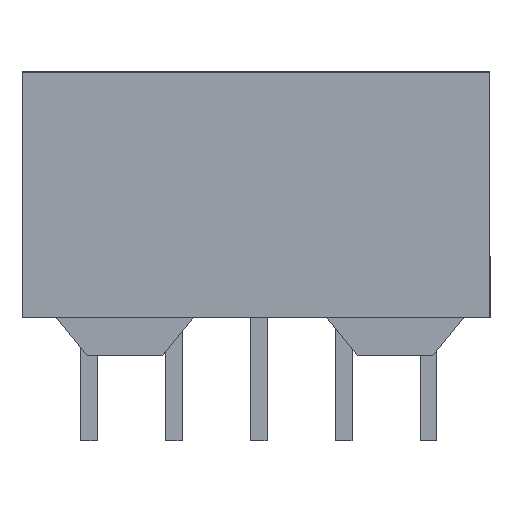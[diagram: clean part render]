
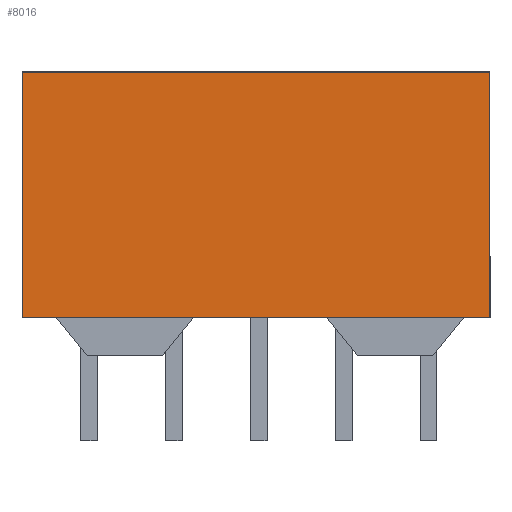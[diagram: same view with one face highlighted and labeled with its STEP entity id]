
A CAD part, left-side view. The second image highlights one B-rep face of the part: STEP entity #8016.
In plain terms, the highlighted planar face has unit normal (1, 0, 0).
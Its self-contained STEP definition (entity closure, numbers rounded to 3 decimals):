
#87 = EDGE_CURVE ( 'NONE', #7880, #405, #8002, .T. ) ;
#405 = VERTEX_POINT ( 'NONE', #2787 ) ;
#858 = CARTESIAN_POINT ( 'NONE',  ( -3.763, 7.083, 1.163 ) ) ;
#1232 = CARTESIAN_POINT ( 'NONE',  ( -3.763, 7.083, 1.163 ) ) ;
#1334 = CARTESIAN_POINT ( 'NONE',  ( -3.763, -6.917, 1.163 ) ) ;
#1390 = EDGE_CURVE ( 'NONE', #2295, #1401, #6973, .T. ) ;
#1401 = VERTEX_POINT ( 'NONE', #1334 ) ;
#2218 = DIRECTION ( 'NONE',  ( 0., 0., 1. ) ) ;
#2295 = VERTEX_POINT ( 'NONE', #858 ) ;
#2720 = EDGE_LOOP ( 'NONE', ( #7180, #7089, #5259, #6193 ) ) ;
#2787 = CARTESIAN_POINT ( 'NONE',  ( -3.763, -6.917, 8.5 ) ) ;
#3336 = VECTOR ( 'NONE', #6935, 1000. ) ;
#3409 = AXIS2_PLACEMENT_3D ( 'NONE', #1232, #6372, #3816 ) ;
#3746 = LINE ( 'NONE', #4903, #6417 ) ;
#3816 = DIRECTION ( 'NONE',  ( 0., 0., -1. ) ) ;
#4903 = CARTESIAN_POINT ( 'NONE',  ( -3.763, -6.917, 1.163 ) ) ;
#5056 = VECTOR ( 'NONE', #6584, 1000. ) ;
#5259 = ORIENTED_EDGE ( 'NONE', *, *, #7189, .T. ) ;
#5875 = CARTESIAN_POINT ( 'NONE',  ( -3.763, 7.083, 8.5 ) ) ;
#6047 = LINE ( 'NONE', #6722, #6297 ) ;
#6193 = ORIENTED_EDGE ( 'NONE', *, *, #87, .T. ) ;
#6297 = VECTOR ( 'NONE', #2218, 1000. ) ;
#6304 = CARTESIAN_POINT ( 'NONE',  ( -3.763, -6.917, 1.163 ) ) ;
#6372 = DIRECTION ( 'NONE',  ( 1., 0., 0. ) ) ;
#6417 = VECTOR ( 'NONE', #8154, 1000. ) ;
#6428 = EDGE_CURVE ( 'NONE', #405, #1401, #3746, .T. ) ;
#6584 = DIRECTION ( 'NONE',  ( 0., -1., 0. ) ) ;
#6717 = CARTESIAN_POINT ( 'NONE',  ( -3.763, -6.917, 8.5 ) ) ;
#6722 = CARTESIAN_POINT ( 'NONE',  ( -3.763, 7.083, 8.5 ) ) ;
#6806 = FACE_OUTER_BOUND ( 'NONE', #2720, .T. ) ;
#6935 = DIRECTION ( 'NONE',  ( 0., -1., 0. ) ) ;
#6973 = LINE ( 'NONE', #6304, #3336 ) ;
#7043 = PLANE ( 'NONE',  #3409 ) ;
#7089 = ORIENTED_EDGE ( 'NONE', *, *, #1390, .F. ) ;
#7180 = ORIENTED_EDGE ( 'NONE', *, *, #6428, .T. ) ;
#7189 = EDGE_CURVE ( 'NONE', #2295, #7880, #6047, .T. ) ;
#7880 = VERTEX_POINT ( 'NONE', #5875 ) ;
#8002 = LINE ( 'NONE', #6717, #5056 ) ;
#8016 = ADVANCED_FACE ( 'NONE', ( #6806 ), #7043, .T. ) ;
#8154 = DIRECTION ( 'NONE',  ( 0., 0., -1. ) ) ;
